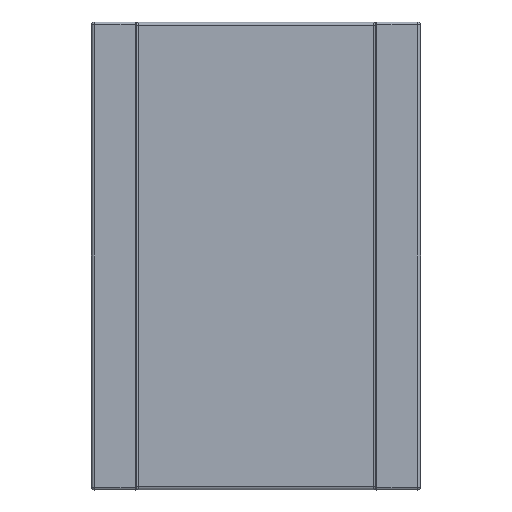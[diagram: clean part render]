
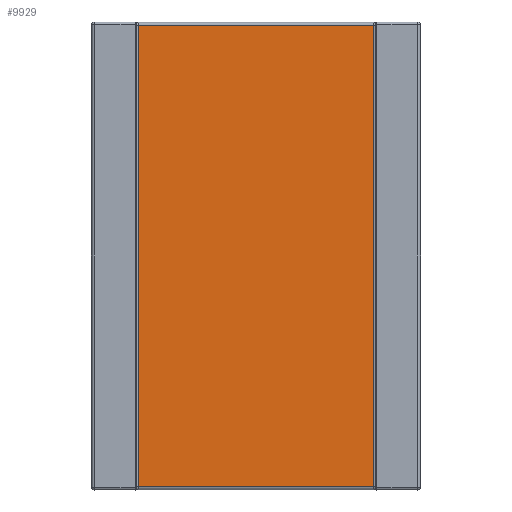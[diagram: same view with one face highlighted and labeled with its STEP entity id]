
A CAD part, front view. The second image highlights one B-rep face of the part: STEP entity #9929.
In plain terms, the highlighted planar face has unit normal (0, -1, 0).
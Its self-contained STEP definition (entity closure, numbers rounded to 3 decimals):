
#1270=CARTESIAN_POINT('',(1.614,0.01,3.155));
#1280=CARTESIAN_POINT('',(-1.614,0.01,
3.155));
#1325=DIRECTION('',(0.,0.,-1.));
#1326=VECTOR('',#1325,6.31);
#1327=CARTESIAN_POINT('',(1.614,0.01,3.155));
#1328=LINE('',#1327,#1326);
#1332=DIRECTION('',(1.,0.,0.));
#1333=VECTOR('',#1332,3.227);
#1334=CARTESIAN_POINT('',(-1.614,0.01,
-3.155));
#1335=LINE('',#1334,#1333);
#1339=DIRECTION('',(0.,0.,-1.));
#1340=VECTOR('',#1339,6.31);
#1341=CARTESIAN_POINT('',(-1.614,0.01,
3.155));
#1342=LINE('',#1341,#1340);
#1346=DIRECTION('',(-1.,0.,0.));
#1347=VECTOR('',#1346,3.227);
#1348=CARTESIAN_POINT('',(1.614,0.01,3.155));
#1349=LINE('',#1348,#1347);
#6682=VERTEX_POINT('',#1270);
#6683=CARTESIAN_POINT('',(1.614,0.01,
-3.155));
#6684=VERTEX_POINT('',#6683);
#6701=VERTEX_POINT('',#1280);
#6702=CARTESIAN_POINT('',(-1.614,0.01,
-3.155));
#6703=VERTEX_POINT('',#6702);
#9916=CARTESIAN_POINT('',(1.64,0.01,3.2));
#9917=DIRECTION('',(0.,1.,0.));
#9918=DIRECTION('',(-1.,0.,0.));
#9919=AXIS2_PLACEMENT_3D('',#9916,#9917,#9918);
#9920=PLANE('',#9919);
#9921=ORIENTED_EDGE('',*,*,#8832,.T.);
#9923=ORIENTED_EDGE('',*,*,#9922,.F.);
#9925=ORIENTED_EDGE('',*,*,#9924,.F.);
#9926=ORIENTED_EDGE('',*,*,#9903,.F.);
#9927=EDGE_LOOP('',(#9921,#9923,#9925,#9926));
#9928=FACE_OUTER_BOUND('',#9927,.F.);
#9929=ADVANCED_FACE('',(#9928),#9920,.F.);
#8832=EDGE_CURVE('',#6682,#6684,#1328,.T.);
#9903=EDGE_CURVE('',#6682,#6701,#1349,.T.);
#9922=EDGE_CURVE('',#6703,#6684,#1335,.T.);
#9924=EDGE_CURVE('',#6701,#6703,#1342,.T.);
